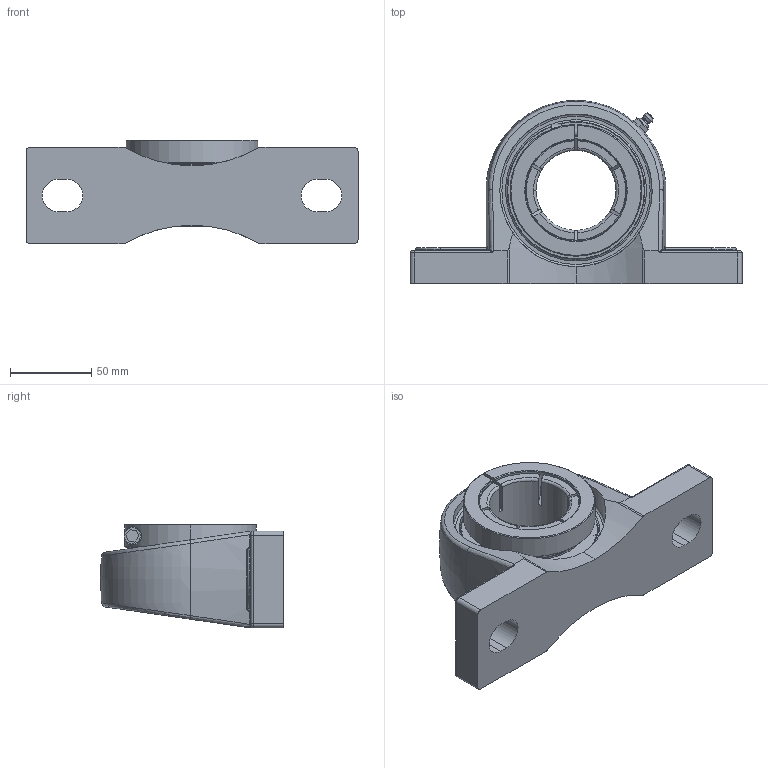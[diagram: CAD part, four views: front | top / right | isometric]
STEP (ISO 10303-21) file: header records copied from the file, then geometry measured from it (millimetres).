
FILE_DESCRIPTION(('HOOPS Exchange Step'),'2;1');
FILE_NAME('export-28E38F8E-1730-4701-905F-4B0A56F883CD.stp','2019-12-13T14:42:21-08:00',('ibuslach'),('Alibre'),'HOOPS Exchange 2019.2','Alibre','Unknown authorisation');
FILE_SCHEMA( ('AP242_MANAGED_MODEL_BASED_3D_ENGINEERING_MIM_LF {1 0 10303 442 1 1 4 }') );
Length unit declared in the file: centimetre
Products named in the file (8): MRN SP 210; UCP ZERK 8mm; SUE 210 SHIELD; SUE 210 LOCK RING; SUE 210 BOLT; SUE 210-31 RACES; MRN SUE 210-31; MRN SUEP 210-31
Assembly tree (8 placements, depth 3):
  MRN SUEP 210-31
    MRN SP 210
    UCP ZERK 8mm
    MRN SUE 210-31
      SUE 210 SHIELD  x2
      SUE 210 LOCK RING
      SUE 210 BOLT
      SUE 210-31 RACES
Bounding box: 204 x 112.5 x 63.85 mm (x, y, z)
Volume: 443235.4 mm3; surface area: 116600.6 mm2
Topology: 8 solids, 8 shells, 304 faces, 831 edges, 538 vertices
Faces by surface type: plane 94, cylinder 87, cone 52, torus 40, bspline 22, sphere 9
Full cylindrical faces by diameter (mm): 1.976 x2, 4.917 x2, 6.4 x1, 8 x2, 10 x1, 49.212 x1, 68 x4, 69.016 x2, 80 x2, 84 x2, 93.638 x2
Entity records: 19924 total; most frequent: CARTESIAN_POINT 12310, ORIENTED_EDGE 1606, DIRECTION 1563, EDGE_CURVE 803, AXIS2_PLACEMENT_3D 641, VERTEX_POINT 524, EDGE_LOOP 323, FACE_BOUND 323
